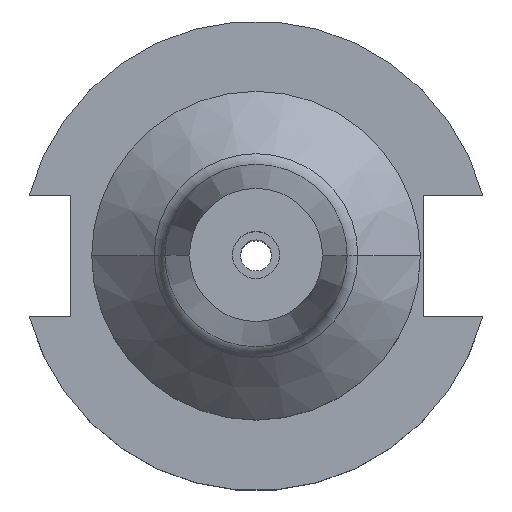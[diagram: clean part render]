
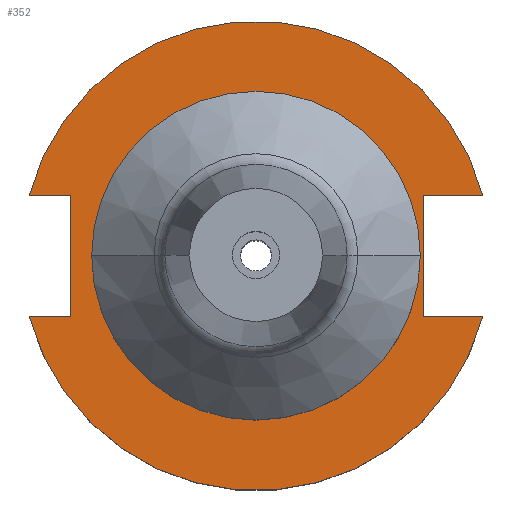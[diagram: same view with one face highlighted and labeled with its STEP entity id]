
A CAD part, top view. The second image highlights one B-rep face of the part: STEP entity #352.
In plain terms, the highlighted planar face has unit normal (0, 0, 1).
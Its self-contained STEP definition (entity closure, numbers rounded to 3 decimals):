
#7 = VERTEX_POINT ( 'NONE', #123 ) ;
#22 = DIRECTION ( 'NONE',  ( 0., 1., 0. ) ) ;
#38 = CIRCLE ( 'NONE', #490, 31.75 ) ;
#79 = CIRCLE ( 'NONE', #165, 31.75 ) ;
#100 = VECTOR ( 'NONE', #993, 1000. ) ;
#107 = ORIENTED_EDGE ( 'NONE', *, *, #1703, .F. ) ;
#118 = VERTEX_POINT ( 'NONE', #1149 ) ;
#123 = CARTESIAN_POINT ( 'NONE',  ( -25.091, 8.191, 19.05 ) ) ;
#144 = LINE ( 'NONE', #1293, #1196 ) ;
#150 = CARTESIAN_POINT ( 'NONE',  ( 0., 0., 19.05 ) ) ;
#165 = AXIS2_PLACEMENT_3D ( 'NONE', #150, #238, #643 ) ;
#178 = CARTESIAN_POINT ( 'NONE',  ( 22.225, 0., 19.05 ) ) ;
#210 = CARTESIAN_POINT ( 'NONE',  ( -61.091, 8.191, 19.05 ) ) ;
#218 = ORIENTED_EDGE ( 'NONE', *, *, #1575, .T. ) ;
#227 = FACE_OUTER_BOUND ( 'NONE', #1549, .T. ) ;
#238 = DIRECTION ( 'NONE',  ( 0., 0., 1. ) ) ;
#242 = CIRCLE ( 'NONE', #854, 22.225 ) ;
#256 = ORIENTED_EDGE ( 'NONE', *, *, #737, .T. ) ;
#269 = LINE ( 'NONE', #1180, #1632 ) ;
#275 = EDGE_LOOP ( 'NONE', ( #1603, #1552 ) ) ;
#286 = CARTESIAN_POINT ( 'NONE',  ( -22.225, 0., 19.05 ) ) ;
#289 = DIRECTION ( 'NONE',  ( -1., 0., 0. ) ) ;
#290 = CARTESIAN_POINT ( 'NONE',  ( -30.675, -8.191, 19.05 ) ) ;
#301 = EDGE_CURVE ( 'NONE', #741, #1042, #1048, .T. ) ;
#312 = EDGE_CURVE ( 'NONE', #1202, #118, #972, .T. ) ;
#315 = VECTOR ( 'NONE', #809, 1000. ) ;
#333 = CARTESIAN_POINT ( 'NONE',  ( 22.606, -8.191, 19.05 ) ) ;
#339 = DIRECTION ( 'NONE',  ( 1., 0., 0. ) ) ;
#343 = LINE ( 'NONE', #210, #1305 ) ;
#352 = ADVANCED_FACE ( 'NONE', ( #920, #227 ), #997, .F. ) ;
#454 = AXIS2_PLACEMENT_3D ( 'NONE', #600, #868, #289 ) ;
#490 = AXIS2_PLACEMENT_3D ( 'NONE', #1003, #965, #1416 ) ;
#540 = ORIENTED_EDGE ( 'NONE', *, *, #1266, .T. ) ;
#556 = DIRECTION ( 'NONE',  ( 1., 0., 0. ) ) ;
#576 = ORIENTED_EDGE ( 'NONE', *, *, #312, .F. ) ;
#587 = EDGE_CURVE ( 'NONE', #1203, #844, #1686, .T. ) ;
#600 = CARTESIAN_POINT ( 'NONE',  ( 0., 22.225, 19.05 ) ) ;
#613 = DIRECTION ( 'NONE',  ( 0., -1., 0. ) ) ;
#623 = VERTEX_POINT ( 'NONE', #1124 ) ;
#626 = CARTESIAN_POINT ( 'NONE',  ( -61.091, -8.191, 19.05 ) ) ;
#643 = DIRECTION ( 'NONE',  ( 1., 0., 0. ) ) ;
#683 = CARTESIAN_POINT ( 'NONE',  ( 22.606, 8.191, 19.05 ) ) ;
#688 = VERTEX_POINT ( 'NONE', #1641 ) ;
#737 = EDGE_CURVE ( 'NONE', #1202, #623, #79, .T. ) ;
#741 = VERTEX_POINT ( 'NONE', #1341 ) ;
#809 = DIRECTION ( 'NONE',  ( -1., 0., 0. ) ) ;
#844 = VERTEX_POINT ( 'NONE', #286 ) ;
#854 = AXIS2_PLACEMENT_3D ( 'NONE', #1452, #1186, #556 ) ;
#868 = DIRECTION ( 'NONE',  ( 0., 0., -1. ) ) ;
#894 = ORIENTED_EDGE ( 'NONE', *, *, #301, .F. ) ;
#920 = FACE_BOUND ( 'NONE', #275, .T. ) ;
#936 = CARTESIAN_POINT ( 'NONE',  ( 0., 8.191, 19.05 ) ) ;
#965 = DIRECTION ( 'NONE',  ( 0., 0., 1. ) ) ;
#972 = LINE ( 'NONE', #626, #1667 ) ;
#993 = DIRECTION ( 'NONE',  ( 1., 0., 0. ) ) ;
#997 = PLANE ( 'NONE',  #454 ) ;
#1003 = CARTESIAN_POINT ( 'NONE',  ( 0., 0., 19.05 ) ) ;
#1042 = VERTEX_POINT ( 'NONE', #683 ) ;
#1048 = LINE ( 'NONE', #936, #315 ) ;
#1068 = EDGE_CURVE ( 'NONE', #844, #1203, #242, .T. ) ;
#1094 = ORIENTED_EDGE ( 'NONE', *, *, #1250, .T. ) ;
#1124 = CARTESIAN_POINT ( 'NONE',  ( 30.675, -8.191, 19.05 ) ) ;
#1138 = DIRECTION ( 'NONE',  ( 0., 0., 1. ) ) ;
#1149 = CARTESIAN_POINT ( 'NONE',  ( -25.091, -8.191, 19.05 ) ) ;
#1161 = CARTESIAN_POINT ( 'NONE',  ( 0., 0., 19.05 ) ) ;
#1180 = CARTESIAN_POINT ( 'NONE',  ( -25.091, 8.191, 19.05 ) ) ;
#1186 = DIRECTION ( 'NONE',  ( 0., 0., 1. ) ) ;
#1196 = VECTOR ( 'NONE', #22, 1000. ) ;
#1202 = VERTEX_POINT ( 'NONE', #290 ) ;
#1203 = VERTEX_POINT ( 'NONE', #178 ) ;
#1228 = VERTEX_POINT ( 'NONE', #333 ) ;
#1232 = CARTESIAN_POINT ( 'NONE',  ( 0., -8.191, 19.05 ) ) ;
#1250 = EDGE_CURVE ( 'NONE', #741, #688, #38, .T. ) ;
#1266 = EDGE_CURVE ( 'NONE', #688, #7, #343, .T. ) ;
#1293 = CARTESIAN_POINT ( 'NONE',  ( 22.606, 22.225, 19.05 ) ) ;
#1305 = VECTOR ( 'NONE', #1595, 1000. ) ;
#1341 = CARTESIAN_POINT ( 'NONE',  ( 30.675, 8.191, 19.05 ) ) ;
#1416 = DIRECTION ( 'NONE',  ( 1., 0., 0. ) ) ;
#1452 = CARTESIAN_POINT ( 'NONE',  ( 0., 0., 19.05 ) ) ;
#1504 = LINE ( 'NONE', #1232, #100 ) ;
#1540 = ORIENTED_EDGE ( 'NONE', *, *, #1688, .T. ) ;
#1549 = EDGE_LOOP ( 'NONE', ( #218, #576, #256, #107, #1540, #894, #1094, #540 ) ) ;
#1552 = ORIENTED_EDGE ( 'NONE', *, *, #1068, .F. ) ;
#1575 = EDGE_CURVE ( 'NONE', #7, #118, #269, .T. ) ;
#1595 = DIRECTION ( 'NONE',  ( 1., 0., 0. ) ) ;
#1603 = ORIENTED_EDGE ( 'NONE', *, *, #587, .F. ) ;
#1630 = DIRECTION ( 'NONE',  ( 1., 0., 0. ) ) ;
#1632 = VECTOR ( 'NONE', #613, 1000. ) ;
#1641 = CARTESIAN_POINT ( 'NONE',  ( -30.675, 8.191, 19.05 ) ) ;
#1648 = AXIS2_PLACEMENT_3D ( 'NONE', #1161, #1138, #339 ) ;
#1667 = VECTOR ( 'NONE', #1630, 1000. ) ;
#1686 = CIRCLE ( 'NONE', #1648, 22.225 ) ;
#1688 = EDGE_CURVE ( 'NONE', #1228, #1042, #144, .T. ) ;
#1703 = EDGE_CURVE ( 'NONE', #1228, #623, #1504, .T. ) ;
